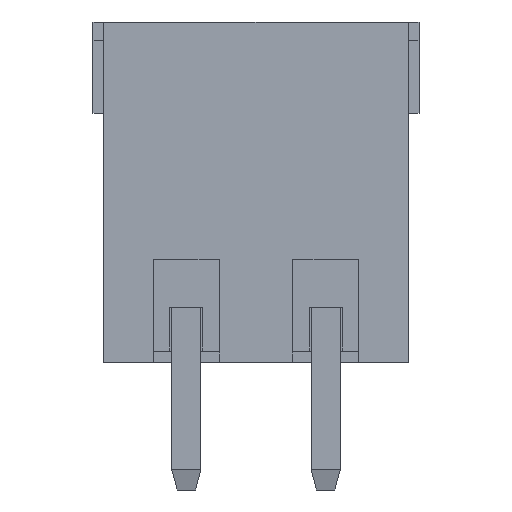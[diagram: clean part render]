
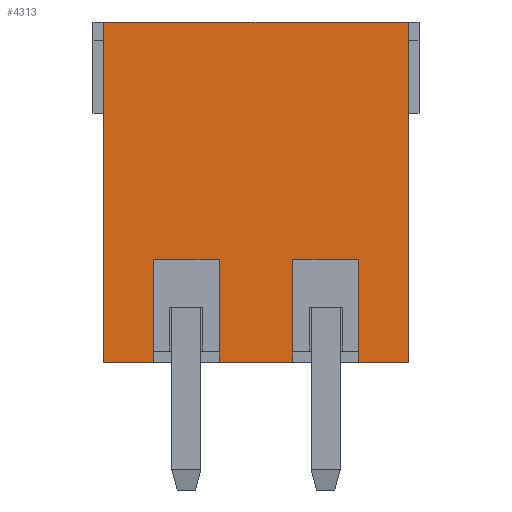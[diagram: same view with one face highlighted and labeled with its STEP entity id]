
A CAD part, front view. The second image highlights one B-rep face of the part: STEP entity #4313.
In plain terms, the highlighted planar face has unit normal (0, -1, 0).
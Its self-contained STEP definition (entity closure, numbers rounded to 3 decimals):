
#149=FACE_OUTER_BOUND('',#384,.T.);
#384=EDGE_LOOP('',(#3138,#3139,#3140,#3141,#3142,#3143,#3144,#3145,#3146,
#3147,#3148,#3149));
#776=LINE('',#6246,#1349);
#778=LINE('',#6250,#1351);
#779=LINE('',#6252,#1352);
#780=LINE('',#6254,#1353);
#781=LINE('',#6256,#1354);
#782=LINE('',#6258,#1355);
#783=LINE('',#6260,#1356);
#784=LINE('',#6262,#1357);
#785=LINE('',#6264,#1358);
#786=LINE('',#6266,#1359);
#787=LINE('',#6268,#1360);
#788=LINE('',#6269,#1361);
#1349=VECTOR('',#5123,1.8);
#1351=VECTOR('',#5127,2.8);
#1352=VECTOR('',#5128,2.8);
#1353=VECTOR('',#5129,2.01);
#1354=VECTOR('',#5130,2.8);
#1355=VECTOR('',#5131,1.8);
#1356=VECTOR('',#5132,2.8);
#1357=VECTOR('',#5133,1.355);
#1358=VECTOR('',#5134,9.3);
#1359=VECTOR('',#5135,8.32);
#1360=VECTOR('',#5136,9.3);
#1361=VECTOR('',#5137,1.355);
#1843=VERTEX_POINT('',#6243);
#1844=VERTEX_POINT('',#6245);
#1845=VERTEX_POINT('',#6249);
#1846=VERTEX_POINT('',#6251);
#1847=VERTEX_POINT('',#6253);
#1848=VERTEX_POINT('',#6255);
#1849=VERTEX_POINT('',#6257);
#1850=VERTEX_POINT('',#6259);
#1851=VERTEX_POINT('',#6261);
#1852=VERTEX_POINT('',#6263);
#1853=VERTEX_POINT('',#6265);
#1854=VERTEX_POINT('',#6267);
#2310=EDGE_CURVE('',#1844,#1843,#776,.T.);
#2312=EDGE_CURVE('',#1845,#1844,#778,.T.);
#2313=EDGE_CURVE('',#1843,#1846,#779,.T.);
#2314=EDGE_CURVE('',#1847,#1846,#780,.T.);
#2315=EDGE_CURVE('',#1847,#1848,#781,.T.);
#2316=EDGE_CURVE('',#1848,#1849,#782,.T.);
#2317=EDGE_CURVE('',#1849,#1850,#783,.T.);
#2318=EDGE_CURVE('',#1851,#1850,#784,.T.);
#2319=EDGE_CURVE('',#1852,#1851,#785,.T.);
#2320=EDGE_CURVE('',#1853,#1852,#786,.T.);
#2321=EDGE_CURVE('',#1853,#1854,#787,.T.);
#2322=EDGE_CURVE('',#1845,#1854,#788,.T.);
#3138=ORIENTED_EDGE('',*,*,#2312,.T.);
#3139=ORIENTED_EDGE('',*,*,#2310,.T.);
#3140=ORIENTED_EDGE('',*,*,#2313,.T.);
#3141=ORIENTED_EDGE('',*,*,#2314,.F.);
#3142=ORIENTED_EDGE('',*,*,#2315,.T.);
#3143=ORIENTED_EDGE('',*,*,#2316,.T.);
#3144=ORIENTED_EDGE('',*,*,#2317,.T.);
#3145=ORIENTED_EDGE('',*,*,#2318,.F.);
#3146=ORIENTED_EDGE('',*,*,#2319,.F.);
#3147=ORIENTED_EDGE('',*,*,#2320,.F.);
#3148=ORIENTED_EDGE('',*,*,#2321,.T.);
#3149=ORIENTED_EDGE('',*,*,#2322,.F.);
#3906=PLANE('',#4541);
#4313=ADVANCED_FACE('',(#149),#3906,.T.);
#4541=AXIS2_PLACEMENT_3D('',#6248,#5125,#5126);
#5123=DIRECTION('',(1.,0.,0.));
#5125=DIRECTION('center_axis',(0.,-1.,0.));
#5126=DIRECTION('ref_axis',(1.,0.,0.));
#5127=DIRECTION('',(0.,0.,1.));
#5128=DIRECTION('',(0.,0.,-1.));
#5129=DIRECTION('',(-1.,0.,0.));
#5130=DIRECTION('',(0.,0.,1.));
#5131=DIRECTION('',(1.,0.,0.));
#5132=DIRECTION('',(0.,0.,-1.));
#5133=DIRECTION('',(-1.,0.,0.));
#5134=DIRECTION('',(0.,0.,-1.));
#5135=DIRECTION('',(1.,0.,0.));
#5136=DIRECTION('',(0.,0.,-1.));
#5137=DIRECTION('',(-1.,0.,0.));
#6243=CARTESIAN_POINT('',(-1.005,-3.,2.8));
#6245=CARTESIAN_POINT('',(-2.805,-3.,2.8));
#6246=CARTESIAN_POINT('',(-3.483,-3.,2.8));
#6248=CARTESIAN_POINT('Origin',(-4.16,-3.,1.5));
#6249=CARTESIAN_POINT('',(-2.805,-3.,0.));
#6250=CARTESIAN_POINT('',(-2.805,-3.,1.5));
#6251=CARTESIAN_POINT('',(-1.005,-3.,0.));
#6252=CARTESIAN_POINT('',(-1.005,-3.,2.15));
#6253=CARTESIAN_POINT('',(1.005,-3.,0.));
#6254=CARTESIAN_POINT('',(1.005,-3.,0.));
#6255=CARTESIAN_POINT('',(1.005,-3.,2.8));
#6256=CARTESIAN_POINT('',(1.005,-3.,1.5));
#6257=CARTESIAN_POINT('',(2.805,-3.,2.8));
#6258=CARTESIAN_POINT('',(-1.578,-3.,2.8));
#6259=CARTESIAN_POINT('',(2.805,-3.,0.));
#6260=CARTESIAN_POINT('',(2.805,-3.,2.15));
#6261=CARTESIAN_POINT('',(4.16,-3.,0.));
#6262=CARTESIAN_POINT('',(4.16,-3.,0.));
#6263=CARTESIAN_POINT('',(4.16,-3.,9.3));
#6264=CARTESIAN_POINT('',(4.16,-3.,1.5));
#6265=CARTESIAN_POINT('',(-4.16,-3.,9.3));
#6266=CARTESIAN_POINT('',(-4.16,-3.,9.3));
#6267=CARTESIAN_POINT('',(-4.16,-3.,0.));
#6268=CARTESIAN_POINT('',(-4.16,-3.,1.5));
#6269=CARTESIAN_POINT('',(-2.805,-3.,0.));
